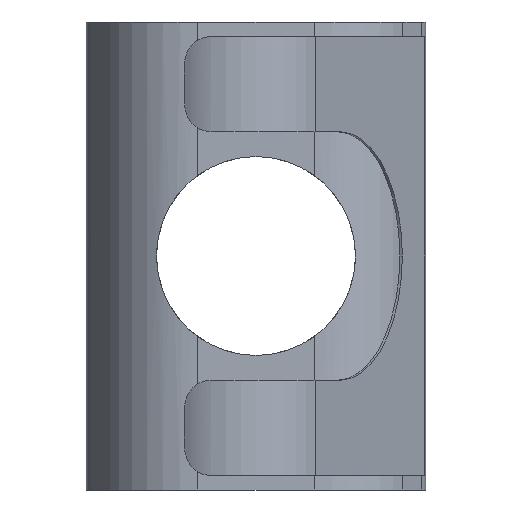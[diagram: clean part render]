
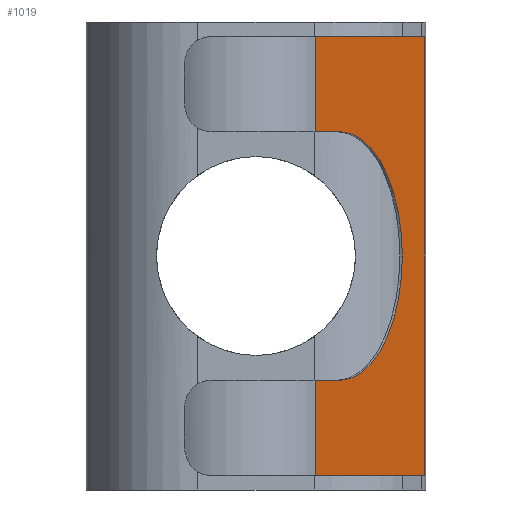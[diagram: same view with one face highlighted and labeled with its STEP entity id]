
A CAD part, front view. The second image highlights one B-rep face of the part: STEP entity #1019.
In plain terms, the highlighted planar face has unit normal (0.866, -0.5, 0).
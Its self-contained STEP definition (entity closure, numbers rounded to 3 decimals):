
#3 = CIRCLE ( 'NONE', #2547, 4.25 ) ;
#65 = VECTOR ( 'NONE', #2355, 1000. ) ;
#115 = ORIENTED_EDGE ( 'NONE', *, *, #2362, .F. ) ;
#120 = VERTEX_POINT ( 'NONE', #146 ) ;
#122 = DIRECTION ( 'NONE',  ( -0.5, -0.866, 0. ) ) ;
#131 = ORIENTED_EDGE ( 'NONE', *, *, #844, .F. ) ;
#135 = VERTEX_POINT ( 'NONE', #701 ) ;
#146 = CARTESIAN_POINT ( 'NONE',  ( 5.753, -1.782, -7.5 ) ) ;
#156 = DIRECTION ( 'NONE',  ( -0.866, 0.5, 0. ) ) ;
#235 = VECTOR ( 'NONE', #1252, 1000. ) ;
#301 = DIRECTION ( 'NONE',  ( -0.5, -0.866, 0. ) ) ;
#313 = ORIENTED_EDGE ( 'NONE', *, *, #2014, .F. ) ;
#355 = LINE ( 'NONE', #2146, #1836 ) ;
#357 = VECTOR ( 'NONE', #2086, 1000. ) ;
#395 = CARTESIAN_POINT ( 'NONE',  ( 2.018, -8.251, 7.5 ) ) ;
#411 = VECTOR ( 'NONE', #3298, 1000. ) ;
#440 = CARTESIAN_POINT ( 'NONE',  ( 5.753, -1.782, -7.5 ) ) ;
#454 = CARTESIAN_POINT ( 'NONE',  ( 2.018, -8.251, -4.25 ) ) ;
#538 = VERTEX_POINT ( 'NONE', #876 ) ;
#605 = VERTEX_POINT ( 'NONE', #700 ) ;
#643 = CARTESIAN_POINT ( 'NONE',  ( 5.753, -1.782, 7.5 ) ) ;
#700 = CARTESIAN_POINT ( 'NONE',  ( 5.003, -3.081, 0. ) ) ;
#701 = CARTESIAN_POINT ( 'NONE',  ( 5.753, -1.782, 7.5 ) ) ;
#706 = VECTOR ( 'NONE', #1918, 1000. ) ;
#712 = PLANE ( 'NONE',  #2771 ) ;
#844 = EDGE_CURVE ( 'NONE', #538, #135, #1844, .T. ) ;
#845 = AXIS2_PLACEMENT_3D ( 'NONE', #3213, #909, #122 ) ;
#876 = CARTESIAN_POINT ( 'NONE',  ( 2.018, -8.251, 7.5 ) ) ;
#909 = DIRECTION ( 'NONE',  ( 0.866, -0.5, 0. ) ) ;
#944 = DIRECTION ( 'NONE',  ( -0.5, -0.866, 0. ) ) ;
#1016 = EDGE_CURVE ( 'NONE', #2015, #120, #1635, .T. ) ;
#1019 = ADVANCED_FACE ( 'NONE', ( #1236 ), #712, .F. ) ;
#1200 = CARTESIAN_POINT ( 'NONE',  ( 2.878, -6.762, 0. ) ) ;
#1236 = FACE_OUTER_BOUND ( 'NONE', #2331, .T. ) ;
#1237 = CARTESIAN_POINT ( 'NONE',  ( 2.018, -8.251, 7.5 ) ) ;
#1240 = ORIENTED_EDGE ( 'NONE', *, *, #1016, .T. ) ;
#1252 = DIRECTION ( 'NONE',  ( 0., 0., -1. ) ) ;
#1288 = LINE ( 'NONE', #2152, #65 ) ;
#1443 = DIRECTION ( 'NONE',  ( 0., 0., 1. ) ) ;
#1447 = ORIENTED_EDGE ( 'NONE', *, *, #2033, .T. ) ;
#1471 = VERTEX_POINT ( 'NONE', #454 ) ;
#1635 = LINE ( 'NONE', #440, #411 ) ;
#1760 = EDGE_CURVE ( 'NONE', #538, #2587, #1971, .T. ) ;
#1802 = ORIENTED_EDGE ( 'NONE', *, *, #2258, .T. ) ;
#1836 = VECTOR ( 'NONE', #301, 1000. ) ;
#1844 = LINE ( 'NONE', #3159, #2496 ) ;
#1918 = DIRECTION ( 'NONE',  ( 0., 0., -1. ) ) ;
#1971 = LINE ( 'NONE', #395, #706 ) ;
#2014 = EDGE_CURVE ( 'NONE', #135, #120, #1288, .T. ) ;
#2015 = VERTEX_POINT ( 'NONE', #2849 ) ;
#2033 = EDGE_CURVE ( 'NONE', #2303, #1471, #3407, .T. ) ;
#2071 = DIRECTION ( 'NONE',  ( 0.5, 0.866, 0. ) ) ;
#2086 = DIRECTION ( 'NONE',  ( -0.5, -0.866, 0. ) ) ;
#2103 = CARTESIAN_POINT ( 'NONE',  ( 5.753, -1.782, -4.25 ) ) ;
#2146 = CARTESIAN_POINT ( 'NONE',  ( 0.108, -11.559, 4.25 ) ) ;
#2152 = CARTESIAN_POINT ( 'NONE',  ( 5.753, -1.782, 7.5 ) ) ;
#2178 = EDGE_CURVE ( 'NONE', #605, #2819, #2499, .T. ) ;
#2180 = ORIENTED_EDGE ( 'NONE', *, *, #2516, .F. ) ;
#2204 = CARTESIAN_POINT ( 'NONE',  ( 2.018, -8.251, 4.25 ) ) ;
#2243 = CARTESIAN_POINT ( 'NONE',  ( 2.878, -6.762, -4.25 ) ) ;
#2258 = EDGE_CURVE ( 'NONE', #1471, #2015, #3038, .T. ) ;
#2303 = VERTEX_POINT ( 'NONE', #2243 ) ;
#2331 = EDGE_LOOP ( 'NONE', ( #3167, #2180, #2702, #115, #1447, #1802, #1240, #313, #131 ) ) ;
#2355 = DIRECTION ( 'NONE',  ( 0., 0., -1. ) ) ;
#2362 = EDGE_CURVE ( 'NONE', #2303, #605, #3, .T. ) ;
#2496 = VECTOR ( 'NONE', #2071, 1000. ) ;
#2499 = CIRCLE ( 'NONE', #845, 4.25 ) ;
#2516 = EDGE_CURVE ( 'NONE', #2819, #2587, #355, .T. ) ;
#2547 = AXIS2_PLACEMENT_3D ( 'NONE', #1200, #3299, #944 ) ;
#2587 = VERTEX_POINT ( 'NONE', #2204 ) ;
#2702 = ORIENTED_EDGE ( 'NONE', *, *, #2178, .F. ) ;
#2771 = AXIS2_PLACEMENT_3D ( 'NONE', #643, #156, #1443 ) ;
#2819 = VERTEX_POINT ( 'NONE', #2839 ) ;
#2839 = CARTESIAN_POINT ( 'NONE',  ( 2.878, -6.762, 4.25 ) ) ;
#2849 = CARTESIAN_POINT ( 'NONE',  ( 2.018, -8.251, -7.5 ) ) ;
#3038 = LINE ( 'NONE', #1237, #235 ) ;
#3159 = CARTESIAN_POINT ( 'NONE',  ( 5.753, -1.782, 7.5 ) ) ;
#3167 = ORIENTED_EDGE ( 'NONE', *, *, #1760, .T. ) ;
#3213 = CARTESIAN_POINT ( 'NONE',  ( 2.878, -6.762, 0. ) ) ;
#3298 = DIRECTION ( 'NONE',  ( 0.5, 0.866, 0. ) ) ;
#3299 = DIRECTION ( 'NONE',  ( 0.866, -0.5, 0. ) ) ;
#3407 = LINE ( 'NONE', #2103, #357 ) ;
